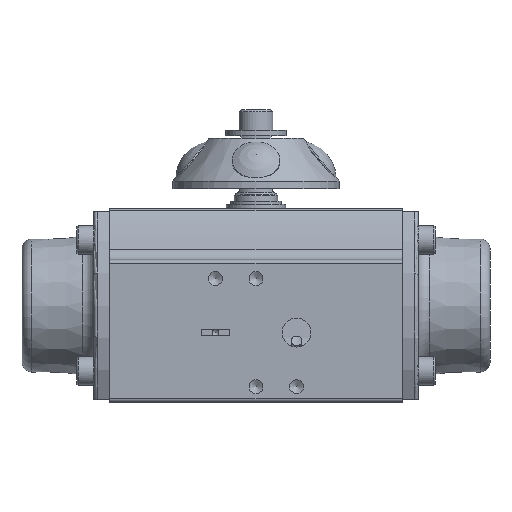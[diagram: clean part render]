
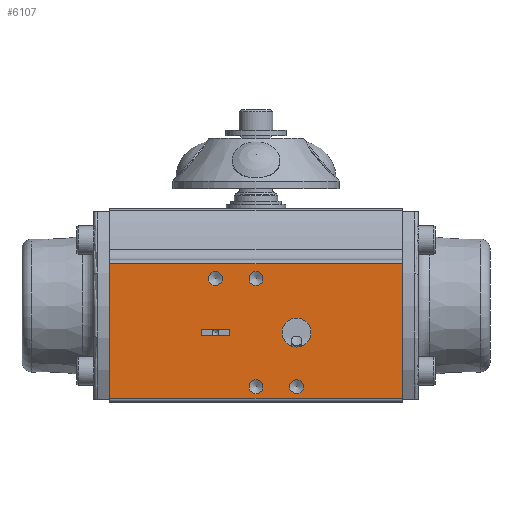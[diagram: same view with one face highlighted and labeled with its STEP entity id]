
A CAD part, left-side view. The second image highlights one B-rep face of the part: STEP entity #6107.
In plain terms, the highlighted planar face has unit normal (-1, 0, 0).
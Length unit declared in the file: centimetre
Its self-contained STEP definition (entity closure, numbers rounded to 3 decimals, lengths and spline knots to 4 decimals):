
#155=LINE('',#9068,#423);
#158=LINE('',#9079,#426);
#161=LINE('',#9178,#429);
#162=LINE('',#9180,#430);
#163=LINE('',#9182,#431);
#164=LINE('',#9183,#432);
#423=VECTOR('',#7292,0.8339);
#426=VECTOR('',#7303,0.8339);
#429=VECTOR('',#7332,4.0034);
#430=VECTOR('',#7333,8.652);
#431=VECTOR('',#7334,4.0034);
#432=VECTOR('',#7335,8.652);
#987=FACE_BOUND('',#1554,.T.);
#988=FACE_BOUND('',#1555,.T.);
#989=FACE_BOUND('',#1556,.T.);
#990=FACE_BOUND('',#1557,.T.);
#991=FACE_BOUND('',#1558,.T.);
#992=FACE_BOUND('',#1559,.T.);
#1149=FACE_OUTER_BOUND('',#1553,.T.);
#1553=EDGE_LOOP('',(#3940,#3941,#3942,#3943));
#1554=EDGE_LOOP('',(#3944));
#1555=EDGE_LOOP('',(#3945));
#1556=EDGE_LOOP('',(#3946));
#1557=EDGE_LOOP('',(#3947));
#1558=EDGE_LOOP('',(#3948));
#1559=EDGE_LOOP('',(#3949,#3950,#3951,#3952));
#2043=CIRCLE('',#6520,0.4283);
#2044=CIRCLE('',#6522,0.4283);
#2045=CIRCLE('',#6524,0.4283);
#2046=CIRCLE('',#6525,0.2067);
#2047=CIRCLE('',#6526,0.2067);
#2048=CIRCLE('',#6527,0.2067);
#2049=CIRCLE('',#6528,0.2067);
#2414=VERTEX_POINT('',#9060);
#2417=VERTEX_POINT('',#9066);
#2420=VERTEX_POINT('',#9076);
#2421=VERTEX_POINT('',#9078);
#2425=VERTEX_POINT('',#9176);
#2426=VERTEX_POINT('',#9177);
#2427=VERTEX_POINT('',#9179);
#2428=VERTEX_POINT('',#9181);
#2429=VERTEX_POINT('',#9184);
#2430=VERTEX_POINT('',#9186);
#2431=VERTEX_POINT('',#9188);
#2432=VERTEX_POINT('',#9190);
#2433=VERTEX_POINT('',#9192);
#3023=EDGE_CURVE('',#2414,#2417,#155,.T.);
#3028=EDGE_CURVE('',#2421,#2420,#158,.T.);
#3037=EDGE_CURVE('',#2417,#2421,#2043,.T.);
#3038=EDGE_CURVE('',#2420,#2414,#2044,.T.);
#3039=EDGE_CURVE('',#2425,#2426,#161,.T.);
#3040=EDGE_CURVE('',#2427,#2426,#162,.T.);
#3041=EDGE_CURVE('',#2427,#2428,#163,.T.);
#3042=EDGE_CURVE('',#2425,#2428,#164,.T.);
#3043=EDGE_CURVE('',#2429,#2429,#2045,.T.);
#3044=EDGE_CURVE('',#2430,#2430,#2046,.T.);
#3045=EDGE_CURVE('',#2431,#2431,#2047,.T.);
#3046=EDGE_CURVE('',#2432,#2432,#2048,.T.);
#3047=EDGE_CURVE('',#2433,#2433,#2049,.T.);
#3940=ORIENTED_EDGE('',*,*,#3039,.T.);
#3941=ORIENTED_EDGE('',*,*,#3040,.F.);
#3942=ORIENTED_EDGE('',*,*,#3041,.T.);
#3943=ORIENTED_EDGE('',*,*,#3042,.F.);
#3944=ORIENTED_EDGE('',*,*,#3043,.T.);
#3945=ORIENTED_EDGE('',*,*,#3044,.T.);
#3946=ORIENTED_EDGE('',*,*,#3045,.T.);
#3947=ORIENTED_EDGE('',*,*,#3046,.T.);
#3948=ORIENTED_EDGE('',*,*,#3047,.T.);
#3949=ORIENTED_EDGE('',*,*,#3037,.T.);
#3950=ORIENTED_EDGE('',*,*,#3028,.T.);
#3951=ORIENTED_EDGE('',*,*,#3038,.T.);
#3952=ORIENTED_EDGE('',*,*,#3023,.T.);
#5628=PLANE('',#6523);
#6107=ADVANCED_FACE('',(#1149,#987,#988,#989,#990,#991,#992),#5628,.T.);
#6520=AXIS2_PLACEMENT_3D('',#9172,#7324,#7325);
#6522=AXIS2_PLACEMENT_3D('',#9174,#7328,#7329);
#6523=AXIS2_PLACEMENT_3D('',#9175,#7330,#7331);
#6524=AXIS2_PLACEMENT_3D('',#9185,#7336,#7337);
#6525=AXIS2_PLACEMENT_3D('',#9187,#7338,#7339);
#6526=AXIS2_PLACEMENT_3D('',#9189,#7340,#7341);
#6527=AXIS2_PLACEMENT_3D('',#9191,#7342,#7343);
#6528=AXIS2_PLACEMENT_3D('',#9193,#7344,#7345);
#7292=DIRECTION('',(0.,-1.,0.));
#7303=DIRECTION('',(0.,1.,0.));
#7324=DIRECTION('center_axis',(1.,0.,0.));
#7325=DIRECTION('ref_axis',(0.,-1.,0.));
#7328=DIRECTION('center_axis',(1.,0.,0.));
#7329=DIRECTION('ref_axis',(0.,-1.,0.));
#7330=DIRECTION('center_axis',(-1.,0.,0.));
#7331=DIRECTION('ref_axis',(0.,-1.,0.));
#7332=DIRECTION('',(0.,0.,1.));
#7333=DIRECTION('',(0.,-1.,0.));
#7334=DIRECTION('',(0.,0.,-1.));
#7335=DIRECTION('',(0.,1.,0.));
#7336=DIRECTION('center_axis',(1.,0.,0.));
#7337=DIRECTION('ref_axis',(0.,-1.,0.));
#7338=DIRECTION('center_axis',(1.,0.,0.));
#7339=DIRECTION('ref_axis',(0.,-1.,0.));
#7340=DIRECTION('center_axis',(1.,0.,0.));
#7341=DIRECTION('ref_axis',(0.,-1.,0.));
#7342=DIRECTION('center_axis',(1.,0.,0.));
#7343=DIRECTION('ref_axis',(0.,-1.,0.));
#7344=DIRECTION('center_axis',(1.,0.,0.));
#7345=DIRECTION('ref_axis',(0.,-1.,0.));
#9060=CARTESIAN_POINT('',(-3.57,1.6169,-0.702));
#9066=CARTESIAN_POINT('',(-3.57,0.7831,-0.702));
#9068=CARTESIAN_POINT('',(-3.57,0.9542,-0.702));
#9076=CARTESIAN_POINT('',(-3.57,1.6169,-0.898));
#9078=CARTESIAN_POINT('',(-3.57,0.7831,-0.898));
#9079=CARTESIAN_POINT('',(-3.57,1.4458,-0.898));
#9172=CARTESIAN_POINT('Origin',(-3.57,1.2,-0.8));
#9174=CARTESIAN_POINT('Origin',(-3.57,1.2,-0.8));
#9175=CARTESIAN_POINT('Origin',(-3.57,0.,1.34));
#9176=CARTESIAN_POINT('',(-3.57,-4.326,-2.76));
#9177=CARTESIAN_POINT('',(-3.57,-4.326,1.2434));
#9178=CARTESIAN_POINT('',(-3.57,-4.326,-0.76));
#9179=CARTESIAN_POINT('',(-3.57,4.326,1.2434));
#9180=CARTESIAN_POINT('',(-3.57,0.,1.2434));
#9181=CARTESIAN_POINT('',(-3.57,4.326,-2.76));
#9182=CARTESIAN_POINT('',(-3.57,4.326,2.1));
#9183=CARTESIAN_POINT('',(-3.57,0.,-2.76));
#9184=CARTESIAN_POINT('',(-3.57,-1.6283,-0.8));
#9185=CARTESIAN_POINT('Origin',(-3.57,-1.2,-0.8));
#9186=CARTESIAN_POINT('',(-3.57,-1.4067,-2.4));
#9187=CARTESIAN_POINT('Origin',(-3.57,-1.2,-2.4));
#9188=CARTESIAN_POINT('',(-3.57,-0.2067,-2.4));
#9189=CARTESIAN_POINT('Origin',(-3.57,0.,
-2.4));
#9190=CARTESIAN_POINT('',(-3.57,-0.2067,0.8));
#9191=CARTESIAN_POINT('Origin',(-3.57,0.,0.8));
#9192=CARTESIAN_POINT('',(-3.57,0.9933,0.8));
#9193=CARTESIAN_POINT('Origin',(-3.57,1.2,0.8));
